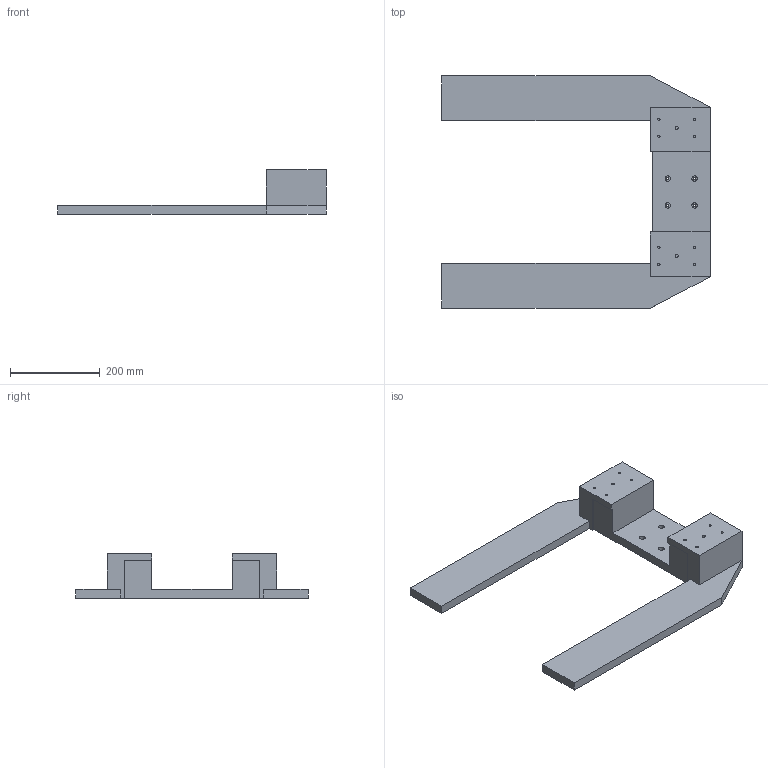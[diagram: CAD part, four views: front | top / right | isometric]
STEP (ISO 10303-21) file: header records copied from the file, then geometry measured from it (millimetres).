
FILE_DESCRIPTION (( 'STEP AP214' ), '1' );
FILE_NAME ('IRB14000_BaseStand_WithoutRobot.STEP', '2016-05-19T11:22:54', ( '' ), ( '' ), 'SwSTEP 2.0', 'SolidWorks 2015', '' );
FILE_SCHEMA (( 'AUTOMOTIVE_DESIGN' ));
Length unit declared in the file: metre
Products named in the file (1): IRB14000_BaseStand_WithoutRobot
Bounding box: 600 x 518.84 x 100 mm (x, y, z)
Volume: 5128066.4 mm3; surface area: 447587.9 mm2
Topology: 1 solids, 1 shells, 76 faces, 178 edges, 118 vertices
Faces by surface type: plane 40, cylinder 36
Entity records: 2248 total; most frequent: DIRECTION 404, CARTESIAN_POINT 373, ORIENTED_EDGE 356, EDGE_CURVE 178, AXIS2_PLACEMENT_3D 149, VERTEX_POINT 118, VECTOR 106, LINE 106
